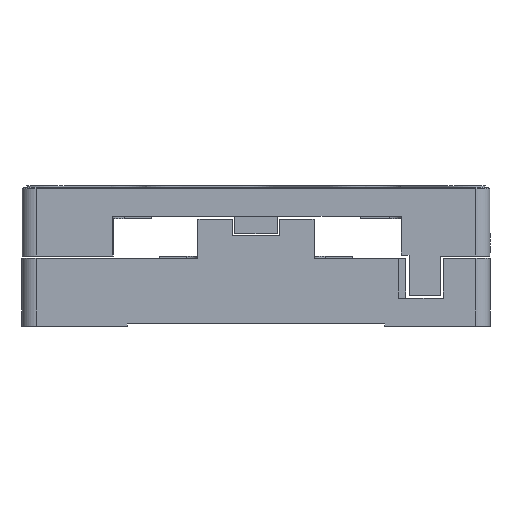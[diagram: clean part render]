
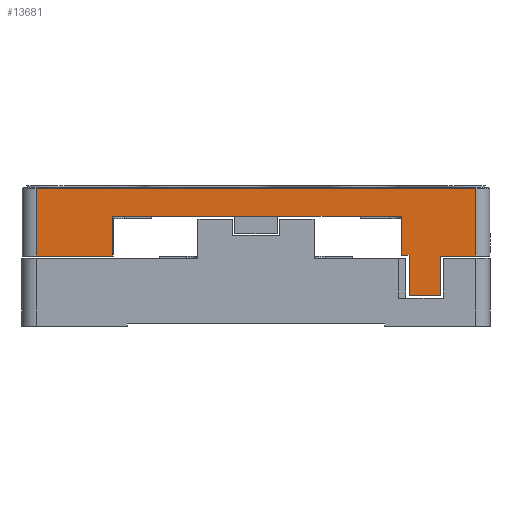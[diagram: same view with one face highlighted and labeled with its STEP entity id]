
A CAD part, left-side view. The second image highlights one B-rep face of the part: STEP entity #13681.
In plain terms, the highlighted planar face has unit normal (-1, 0, 0).
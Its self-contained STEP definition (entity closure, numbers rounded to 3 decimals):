
#75 = EDGE_CURVE ( 'NONE', #17312, #11116, #13974, .T. ) ;
#316 = EDGE_CURVE ( 'NONE', #2679, #4417, #14301, .T. ) ;
#471 = DIRECTION ( 'NONE',  ( 0., 0., -1. ) ) ;
#652 = ORIENTED_EDGE ( 'NONE', *, *, #11361, .F. ) ;
#898 = CARTESIAN_POINT ( 'NONE',  ( -75., -47., 14.9 ) ) ;
#1086 = EDGE_CURVE ( 'NONE', #12613, #11734, #7086, .T. ) ;
#1158 = ORIENTED_EDGE ( 'NONE', *, *, #75, .F. ) ;
#1215 = EDGE_CURVE ( 'NONE', #11734, #20466, #21384, .T. ) ;
#1349 = LINE ( 'NONE', #18967, #16811 ) ;
#1428 = EDGE_CURVE ( 'NONE', #13383, #12613, #5367, .T. ) ;
#1736 = LINE ( 'NONE', #19128, #13690 ) ;
#1852 = CARTESIAN_POINT ( 'NONE',  ( -75., 47., 14.9 ) ) ;
#1965 = LINE ( 'NONE', #15597, #16439 ) ;
#2118 = ORIENTED_EDGE ( 'NONE', *, *, #17788, .F. ) ;
#2679 = VERTEX_POINT ( 'NONE', #12495 ) ;
#2766 = CARTESIAN_POINT ( 'NONE',  ( -75., 0., -8. ) ) ;
#3402 = DIRECTION ( 'NONE',  ( 0., 1., 0. ) ) ;
#3501 = LINE ( 'NONE', #17355, #11229 ) ;
#3544 = CARTESIAN_POINT ( 'NONE',  ( -75., -50., 0.5 ) ) ;
#3701 = ORIENTED_EDGE ( 'NONE', *, *, #11761, .F. ) ;
#4417 = VERTEX_POINT ( 'NONE', #19653 ) ;
#4876 = DIRECTION ( 'NONE',  ( 0., 1., 0. ) ) ;
#5228 = VERTEX_POINT ( 'NONE', #19791 ) ;
#5367 = LINE ( 'NONE', #17289, #11184 ) ;
#5507 = DIRECTION ( 'NONE',  ( 0., 1., 0. ) ) ;
#6260 = CARTESIAN_POINT ( 'NONE',  ( -75., 30.6, 0.5 ) ) ;
#6418 = VERTEX_POINT ( 'NONE', #17890 ) ;
#6499 = ORIENTED_EDGE ( 'NONE', *, *, #15749, .F. ) ;
#6862 = AXIS2_PLACEMENT_3D ( 'NONE', #9319, #13983, #471 ) ;
#6935 = DIRECTION ( 'NONE',  ( 0., 0., 1. ) ) ;
#7086 = LINE ( 'NONE', #14001, #18810 ) ;
#7858 = ORIENTED_EDGE ( 'NONE', *, *, #11211, .F. ) ;
#8216 = VECTOR ( 'NONE', #21471, 1000. ) ;
#8387 = DIRECTION ( 'NONE',  ( 0., 0., -1. ) ) ;
#8553 = DIRECTION ( 'NONE',  ( 0., -1., 0. ) ) ;
#8628 = CARTESIAN_POINT ( 'NONE',  ( -75., -32.7, 0. ) ) ;
#8881 = VECTOR ( 'NONE', #20810, 1000. ) ;
#9319 = CARTESIAN_POINT ( 'NONE',  ( -75., 0., 0. ) ) ;
#10793 = ORIENTED_EDGE ( 'NONE', *, *, #1215, .F. ) ;
#11116 = VERTEX_POINT ( 'NONE', #20314 ) ;
#11184 = VECTOR ( 'NONE', #12269, 1000. ) ;
#11211 = EDGE_CURVE ( 'NONE', #21114, #17312, #3501, .T. ) ;
#11229 = VECTOR ( 'NONE', #8387, 1000. ) ;
#11361 = EDGE_CURVE ( 'NONE', #5228, #6418, #12449, .T. ) ;
#11734 = VERTEX_POINT ( 'NONE', #12400 ) ;
#11761 = EDGE_CURVE ( 'NONE', #11116, #5228, #1736, .T. ) ;
#11935 = ORIENTED_EDGE ( 'NONE', *, *, #17468, .F. ) ;
#12269 = DIRECTION ( 'NONE',  ( 0., 0., -1. ) ) ;
#12400 = CARTESIAN_POINT ( 'NONE',  ( -75., 47., 0.5 ) ) ;
#12449 = LINE ( 'NONE', #2766, #19606 ) ;
#12495 = CARTESIAN_POINT ( 'NONE',  ( -75., -31., 0.7 ) ) ;
#12613 = VERTEX_POINT ( 'NONE', #6260 ) ;
#12949 = ORIENTED_EDGE ( 'NONE', *, *, #316, .F. ) ;
#13383 = VERTEX_POINT ( 'NONE', #22058 ) ;
#13414 = ORIENTED_EDGE ( 'NONE', *, *, #1428, .F. ) ;
#13544 = CARTESIAN_POINT ( 'NONE',  ( -75., -47., 0.5 ) ) ;
#13681 = ADVANCED_FACE ( 'NONE', ( #16244 ), #19556, .F. ) ;
#13690 = VECTOR ( 'NONE', #20931, 1000. ) ;
#13974 = LINE ( 'NONE', #3544, #8881 ) ;
#13983 = DIRECTION ( 'NONE',  ( 1., 0., 0. ) ) ;
#14001 = CARTESIAN_POINT ( 'NONE',  ( -75., 0., 0.5 ) ) ;
#14061 = EDGE_CURVE ( 'NONE', #6418, #16942, #17272, .T. ) ;
#14301 = LINE ( 'NONE', #14528, #8216 ) ;
#14503 = ORIENTED_EDGE ( 'NONE', *, *, #14061, .F. ) ;
#14528 = CARTESIAN_POINT ( 'NONE',  ( -75., -31., 0. ) ) ;
#14543 = VECTOR ( 'NONE', #4876, 1000. ) ;
#14558 = DIRECTION ( 'NONE',  ( 0., 0., 1. ) ) ;
#15151 = CARTESIAN_POINT ( 'NONE',  ( -75., -32.7, 0.7 ) ) ;
#15597 = CARTESIAN_POINT ( 'NONE',  ( -75., 0., 14.9 ) ) ;
#15749 = EDGE_CURVE ( 'NONE', #4417, #13383, #22234, .T. ) ;
#16244 = FACE_OUTER_BOUND ( 'NONE', #19626, .T. ) ;
#16265 = VECTOR ( 'NONE', #14558, 1000. ) ;
#16439 = VECTOR ( 'NONE', #8553, 1000. ) ;
#16811 = VECTOR ( 'NONE', #3402, 1000. ) ;
#16942 = VERTEX_POINT ( 'NONE', #15151 ) ;
#17272 = LINE ( 'NONE', #8628, #19578 ) ;
#17289 = CARTESIAN_POINT ( 'NONE',  ( -75., 30.6, 0. ) ) ;
#17312 = VERTEX_POINT ( 'NONE', #13544 ) ;
#17355 = CARTESIAN_POINT ( 'NONE',  ( -75., -47., -19.054 ) ) ;
#17468 = EDGE_CURVE ( 'NONE', #20466, #21114, #1965, .T. ) ;
#17572 = DIRECTION ( 'NONE',  ( 0., 1., 0. ) ) ;
#17788 = EDGE_CURVE ( 'NONE', #16942, #2679, #1349, .T. ) ;
#17890 = CARTESIAN_POINT ( 'NONE',  ( -75., -32.7, -8. ) ) ;
#18087 = CARTESIAN_POINT ( 'NONE',  ( -75., 47., 0. ) ) ;
#18810 = VECTOR ( 'NONE', #5507, 1000. ) ;
#18967 = CARTESIAN_POINT ( 'NONE',  ( -75., 0., 0.7 ) ) ;
#19128 = CARTESIAN_POINT ( 'NONE',  ( -75., -39.5, 0. ) ) ;
#19556 = PLANE ( 'NONE',  #6862 ) ;
#19578 = VECTOR ( 'NONE', #6935, 1000. ) ;
#19606 = VECTOR ( 'NONE', #17572, 1000. ) ;
#19626 = EDGE_LOOP ( 'NONE', ( #12949, #2118, #14503, #652, #3701, #1158, #7858, #11935, #10793, #20357, #13414, #6499 ) ) ;
#19653 = CARTESIAN_POINT ( 'NONE',  ( -75., -31., 9. ) ) ;
#19791 = CARTESIAN_POINT ( 'NONE',  ( -75., -39.5, -8. ) ) ;
#20314 = CARTESIAN_POINT ( 'NONE',  ( -75., -39.5, 0.5 ) ) ;
#20357 = ORIENTED_EDGE ( 'NONE', *, *, #1086, .F. ) ;
#20427 = CARTESIAN_POINT ( 'NONE',  ( -75., -50., 9. ) ) ;
#20466 = VERTEX_POINT ( 'NONE', #1852 ) ;
#20810 = DIRECTION ( 'NONE',  ( 0., 1., 0. ) ) ;
#20931 = DIRECTION ( 'NONE',  ( 0., 0., -1. ) ) ;
#21114 = VERTEX_POINT ( 'NONE', #898 ) ;
#21384 = LINE ( 'NONE', #18087, #16265 ) ;
#21471 = DIRECTION ( 'NONE',  ( 0., 0., 1. ) ) ;
#22058 = CARTESIAN_POINT ( 'NONE',  ( -75., 30.6, 9. ) ) ;
#22234 = LINE ( 'NONE', #20427, #14543 ) ;
